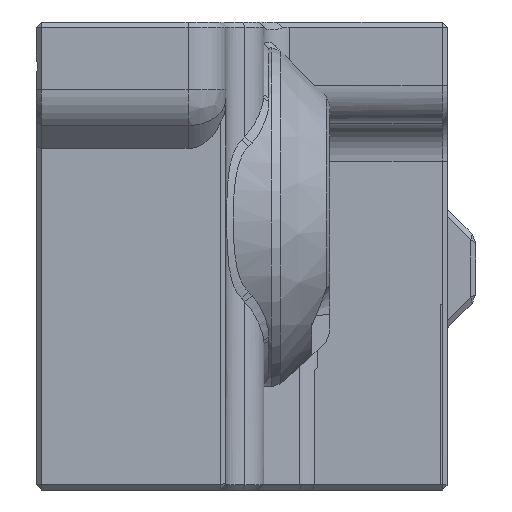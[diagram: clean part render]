
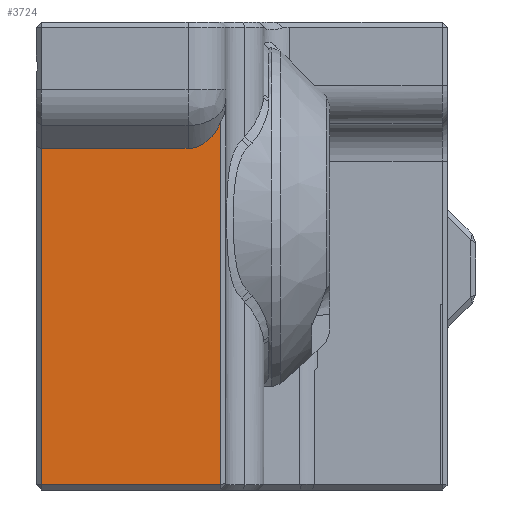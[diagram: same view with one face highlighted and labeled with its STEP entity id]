
A CAD part, left-side view. The second image highlights one B-rep face of the part: STEP entity #3724.
In plain terms, the highlighted planar face has unit normal (-1, 0, 0).
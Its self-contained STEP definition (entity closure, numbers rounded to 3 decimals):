
#127=ELLIPSE('',#4026,4.243,3.);
#244=PLANE('',#4025);
#403=FACE_OUTER_BOUND('',#641,.T.);
#641=EDGE_LOOP('',(#2792,#2793,#2794,#2795,#2796));
#901=LINE('',#5604,#1240);
#903=LINE('',#5613,#1242);
#940=LINE('',#5782,#1279);
#941=LINE('',#5784,#1280);
#1240=VECTOR('',#4479,10.);
#1242=VECTOR('',#4489,10.);
#1279=VECTOR('',#4616,10.);
#1280=VECTOR('',#4619,14.2);
#1702=VERTEX_POINT('',#5591);
#1707=VERTEX_POINT('',#5602);
#1710=VERTEX_POINT('',#5612);
#1748=VERTEX_POINT('',#5780);
#1749=VERTEX_POINT('',#5781);
#2073=EDGE_CURVE('',#1707,#1702,#901,.T.);
#2077=EDGE_CURVE('',#1702,#1710,#903,.T.);
#2143=EDGE_CURVE('',#1748,#1749,#940,.T.);
#2144=EDGE_CURVE('',#1710,#1748,#127,.T.);
#2145=EDGE_CURVE('',#1749,#1707,#941,.T.);
#2792=ORIENTED_EDGE('',*,*,#2143,.F.);
#2793=ORIENTED_EDGE('',*,*,#2144,.F.);
#2794=ORIENTED_EDGE('',*,*,#2077,.F.);
#2795=ORIENTED_EDGE('',*,*,#2073,.F.);
#2796=ORIENTED_EDGE('',*,*,#2145,.F.);
#3724=ADVANCED_FACE('',(#403),#244,.F.);
#4025=AXIS2_PLACEMENT_3D('',#5779,#4614,#4615);
#4026=AXIS2_PLACEMENT_3D('',#5783,#4617,#4618);
#4479=DIRECTION('',(0.,0.,1.));
#4489=DIRECTION('',(0.,-1.,0.));
#4614=DIRECTION('center_axis',(1.,0.,0.));
#4615=DIRECTION('ref_axis',(0.,0.,-1.));
#4616=DIRECTION('',(0.,0.,-1.));
#4617=DIRECTION('center_axis',(-1.,0.,0.));
#4618=DIRECTION('ref_axis',(0.,0.,
-1.));
#4619=DIRECTION('',(0.,1.,0.));
#5591=CARTESIAN_POINT('',(246.575,55.1,22.));
#5602=CARTESIAN_POINT('',(246.575,55.1,-4.6));
#5604=CARTESIAN_POINT('',(246.575,55.1,13.5));
#5612=CARTESIAN_POINT('',(246.575,43.5,22.));
#5613=CARTESIAN_POINT('',(246.575,48.,22.));
#5779=CARTESIAN_POINT('Origin',(246.575,55.5,-5.));
#5780=CARTESIAN_POINT('',(246.575,40.9,24.126));
#5781=CARTESIAN_POINT('',(246.575,40.9,-4.6));
#5782=CARTESIAN_POINT('',(246.575,40.9,13.5));
#5783=CARTESIAN_POINT('Origin',(246.575,43.5,26.243));
#5784=CARTESIAN_POINT('',(246.575,40.9,-4.6));
